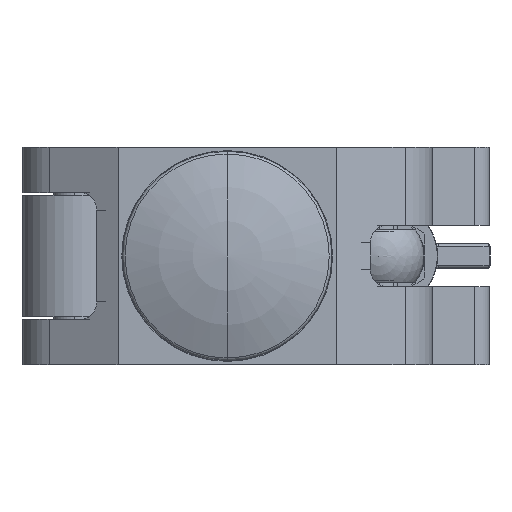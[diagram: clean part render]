
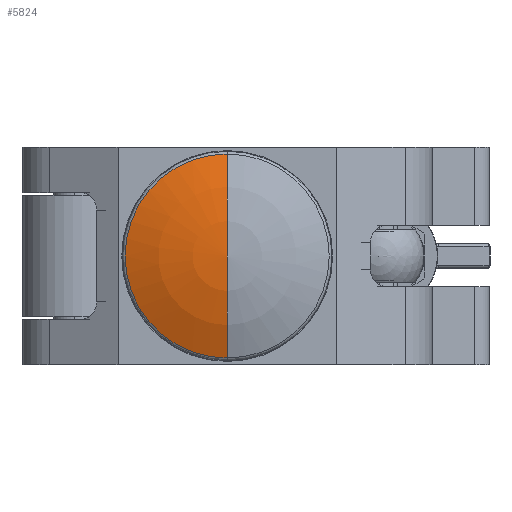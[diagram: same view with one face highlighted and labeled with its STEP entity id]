
A CAD part, front view. The second image highlights one B-rep face of the part: STEP entity #5824.
In plain terms, the highlighted toroidal (fillet/blend) face has major radius 0.021 mm and minor radius 60 mm.
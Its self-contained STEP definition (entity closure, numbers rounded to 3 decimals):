
#310 = AXIS2_PLACEMENT_3D ( 'NONE', #6420, #4732, #3179 ) ;
#378 = DIRECTION ( 'NONE',  ( 0., 0., 1. ) ) ;
#1337 = EDGE_CURVE ( 'NONE', #2736, #3401, #5025, .T. ) ;
#1842 = ORIENTED_EDGE ( 'NONE', *, *, #7047, .F. ) ;
#2201 = DIRECTION ( 'NONE',  ( 0., -1., 0. ) ) ;
#2736 = VERTEX_POINT ( 'NONE', #8489 ) ;
#2801 = AXIS2_PLACEMENT_3D ( 'NONE', #8471, #10005, #378 ) ;
#3028 = CARTESIAN_POINT ( 'NONE',  ( -53., 0., 0.021 ) ) ;
#3179 = DIRECTION ( 'NONE',  ( 0., 0., 1. ) ) ;
#3401 = VERTEX_POINT ( 'NONE', #8619 ) ;
#3649 = DIRECTION ( 'NONE',  ( 0., 0., 1. ) ) ;
#3799 = AXIS2_PLACEMENT_3D ( 'NONE', #7557, #8426, #3649 ) ;
#3800 = CARTESIAN_POINT ( 'NONE',  ( 2.262, 0., -23.389 ) ) ;
#3803 = ORIENTED_EDGE ( 'NONE', *, *, #1337, .T. ) ;
#4388 = EDGE_LOOP ( 'NONE', ( #1842, #3803, #4402 ) ) ;
#4402 = ORIENTED_EDGE ( 'NONE', *, *, #6436, .T. ) ;
#4730 = CIRCLE ( 'NONE', #2801, 60. ) ;
#4732 = DIRECTION ( 'NONE',  ( -1., 0., 0. ) ) ;
#5025 = CIRCLE ( 'NONE', #6069, 60. ) ;
#5432 = DIRECTION ( 'NONE',  ( 0., 0., -1. ) ) ;
#5794 = CIRCLE ( 'NONE', #3799, 23.389 ) ;
#5824 = ADVANCED_FACE ( 'NONE', ( #6988 ), #6364, .T. ) ;
#6069 = AXIS2_PLACEMENT_3D ( 'NONE', #3028, #2201, #5432 ) ;
#6364 = TOROIDAL_SURFACE ( 'NONE', #310, 0.021, 60. ) ;
#6420 = CARTESIAN_POINT ( 'NONE',  ( -53., 0., 0. ) ) ;
#6436 = EDGE_CURVE ( 'NONE', #3401, #7974, #5794, .T. ) ;
#6988 = FACE_OUTER_BOUND ( 'NONE', #4388, .T. ) ;
#7047 = EDGE_CURVE ( 'NONE', #2736, #7974, #4730, .T. ) ;
#7557 = CARTESIAN_POINT ( 'NONE',  ( 2.262, 0., 0. ) ) ;
#7974 = VERTEX_POINT ( 'NONE', #3800 ) ;
#8426 = DIRECTION ( 'NONE',  ( 1., 0., 0. ) ) ;
#8471 = CARTESIAN_POINT ( 'NONE',  ( -53., 0., -0.021 ) ) ;
#8489 = CARTESIAN_POINT ( 'NONE',  ( 7., 0., 0. ) ) ;
#8619 = CARTESIAN_POINT ( 'NONE',  ( 2.262, 0., 23.389 ) ) ;
#10005 = DIRECTION ( 'NONE',  ( 0., 1., 0. ) ) ;
